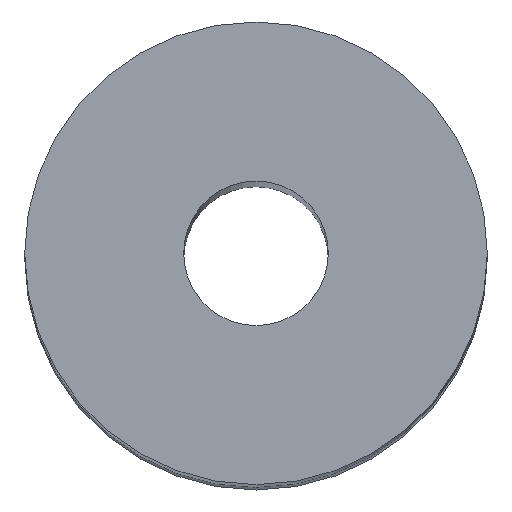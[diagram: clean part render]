
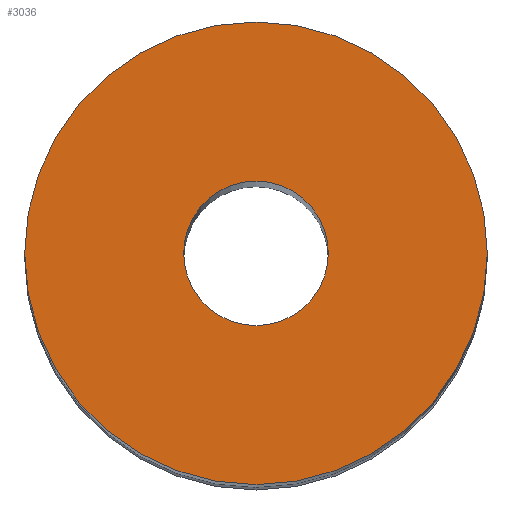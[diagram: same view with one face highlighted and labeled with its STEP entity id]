
A CAD part, front view. The second image highlights one B-rep face of the part: STEP entity #3036.
In plain terms, the highlighted face is planar.
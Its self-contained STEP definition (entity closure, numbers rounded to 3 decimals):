
#521=FACE_BOUND('',#698,.T.);
#526=FACE_OUTER_BOUND('',#697,.T.);
#697=EDGE_LOOP('',(#2035));
#698=EDGE_LOOP('',(#2036));
#873=CIRCLE('',#3224,8.);
#874=CIRCLE('',#3225,2.5);
#1205=VERTEX_POINT('',#4914);
#1206=VERTEX_POINT('',#4916);
#1537=EDGE_CURVE('',#1205,#1205,#873,.T.);
#1538=EDGE_CURVE('',#1206,#1206,#874,.T.);
#2035=ORIENTED_EDGE('',*,*,#1537,.F.);
#2036=ORIENTED_EDGE('',*,*,#1538,.F.);
#3031=PLANE('',#3223);
#3036=ADVANCED_FACE('',(#526,#521),#3031,.F.);
#3223=AXIS2_PLACEMENT_3D('',#4913,#3734,#3735);
#3224=AXIS2_PLACEMENT_3D('',#4915,#3736,#3737);
#3225=AXIS2_PLACEMENT_3D('',#4917,#3738,#3739);
#3734=DIRECTION('center_axis',(0.,0.,-1.));
#3735=DIRECTION('ref_axis',(-1.,0.,0.));
#3736=DIRECTION('center_axis',(0.,0.,-1.));
#3737=DIRECTION('ref_axis',(-1.,0.,0.));
#3738=DIRECTION('center_axis',(0.,0.,1.));
#3739=DIRECTION('ref_axis',(-1.,0.,0.));
#4913=CARTESIAN_POINT('Origin',(0.,0.,5.5));
#4914=CARTESIAN_POINT('',(8.,0.,5.5));
#4915=CARTESIAN_POINT('Origin',(0.,0.,5.5));
#4916=CARTESIAN_POINT('',(2.5,0.,5.5));
#4917=CARTESIAN_POINT('Origin',(0.,0.,5.5));
